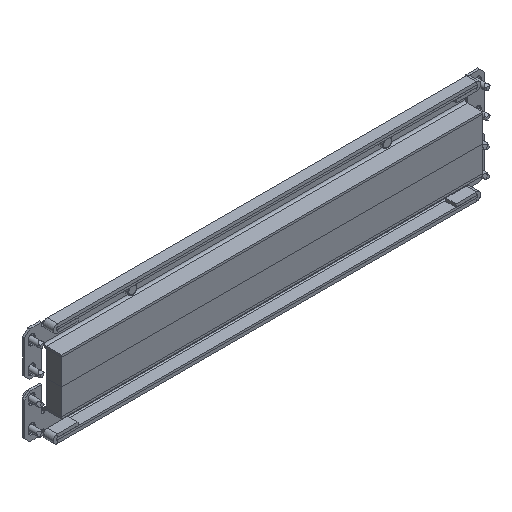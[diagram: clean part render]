
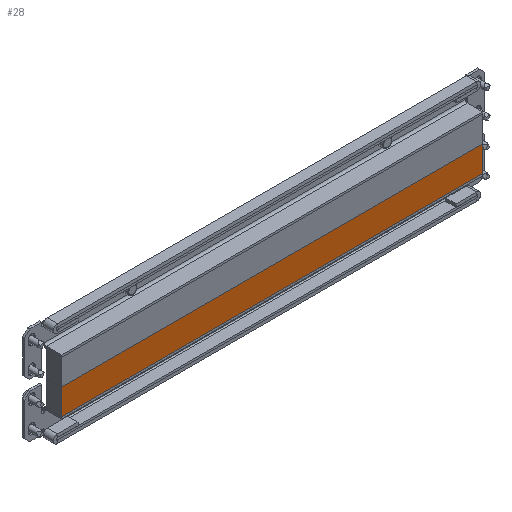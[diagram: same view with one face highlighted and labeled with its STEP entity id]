
A CAD part, isometric view. The second image highlights one B-rep face of the part: STEP entity #28.
In plain terms, the highlighted face is planar.
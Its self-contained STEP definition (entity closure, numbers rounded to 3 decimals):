
#28 = ADVANCED_FACE ( 'NONE', ( #2120 ), #1751, .T. ) ;
#258 = VERTEX_POINT ( 'NONE', #5462 ) ;
#406 = EDGE_LOOP ( 'NONE', ( #5353, #5001, #3842, #1718 ) ) ;
#454 = DIRECTION ( 'NONE',  ( 0., -1., 0. ) ) ;
#577 = DIRECTION ( 'NONE',  ( 0., 0., 1. ) ) ;
#665 = VECTOR ( 'NONE', #3661, 1000. ) ;
#757 = EDGE_CURVE ( 'NONE', #4420, #258, #1979, .T. ) ;
#794 = DIRECTION ( 'NONE',  ( 0., 0., 1. ) ) ;
#1200 = CARTESIAN_POINT ( 'NONE',  ( -7.5, -12.5, -205. ) ) ;
#1512 = EDGE_CURVE ( 'NONE', #3553, #4579, #5461, .T. ) ;
#1718 = ORIENTED_EDGE ( 'NONE', *, *, #4908, .T. ) ;
#1751 = PLANE ( 'NONE',  #2459 ) ;
#1958 = CARTESIAN_POINT ( 'NONE',  ( -7.5, -12.5, -205. ) ) ;
#1979 = LINE ( 'NONE', #3644, #665 ) ;
#2020 = VECTOR ( 'NONE', #794, 1000. ) ;
#2120 = FACE_OUTER_BOUND ( 'NONE', #406, .T. ) ;
#2185 = DIRECTION ( 'NONE',  ( -1., 0., 0. ) ) ;
#2459 = AXIS2_PLACEMENT_3D ( 'NONE', #3051, #2185, #454 ) ;
#2796 = CARTESIAN_POINT ( 'NONE',  ( -7.5, 12.5, -205. ) ) ;
#3051 = CARTESIAN_POINT ( 'NONE',  ( -7.5, 12.5, -205. ) ) ;
#3316 = VECTOR ( 'NONE', #577, 1000. ) ;
#3361 = CARTESIAN_POINT ( 'NONE',  ( -7.5, 12.5, 205. ) ) ;
#3553 = VERTEX_POINT ( 'NONE', #5602 ) ;
#3644 = CARTESIAN_POINT ( 'NONE',  ( -7.5, 12.5, 205. ) ) ;
#3661 = DIRECTION ( 'NONE',  ( 0., -1., 0. ) ) ;
#3842 = ORIENTED_EDGE ( 'NONE', *, *, #1512, .T. ) ;
#4132 = DIRECTION ( 'NONE',  ( 0., -1., 0. ) ) ;
#4266 = EDGE_CURVE ( 'NONE', #3553, #4420, #4451, .T. ) ;
#4273 = VECTOR ( 'NONE', #4132, 1000. ) ;
#4420 = VERTEX_POINT ( 'NONE', #3361 ) ;
#4451 = LINE ( 'NONE', #4909, #3316 ) ;
#4579 = VERTEX_POINT ( 'NONE', #1958 ) ;
#4908 = EDGE_CURVE ( 'NONE', #4579, #258, #5508, .T. ) ;
#4909 = CARTESIAN_POINT ( 'NONE',  ( -7.5, 12.5, -205. ) ) ;
#5001 = ORIENTED_EDGE ( 'NONE', *, *, #4266, .F. ) ;
#5353 = ORIENTED_EDGE ( 'NONE', *, *, #757, .F. ) ;
#5461 = LINE ( 'NONE', #2796, #4273 ) ;
#5462 = CARTESIAN_POINT ( 'NONE',  ( -7.5, -12.5, 205. ) ) ;
#5508 = LINE ( 'NONE', #1200, #2020 ) ;
#5602 = CARTESIAN_POINT ( 'NONE',  ( -7.5, 12.5, -205. ) ) ;
